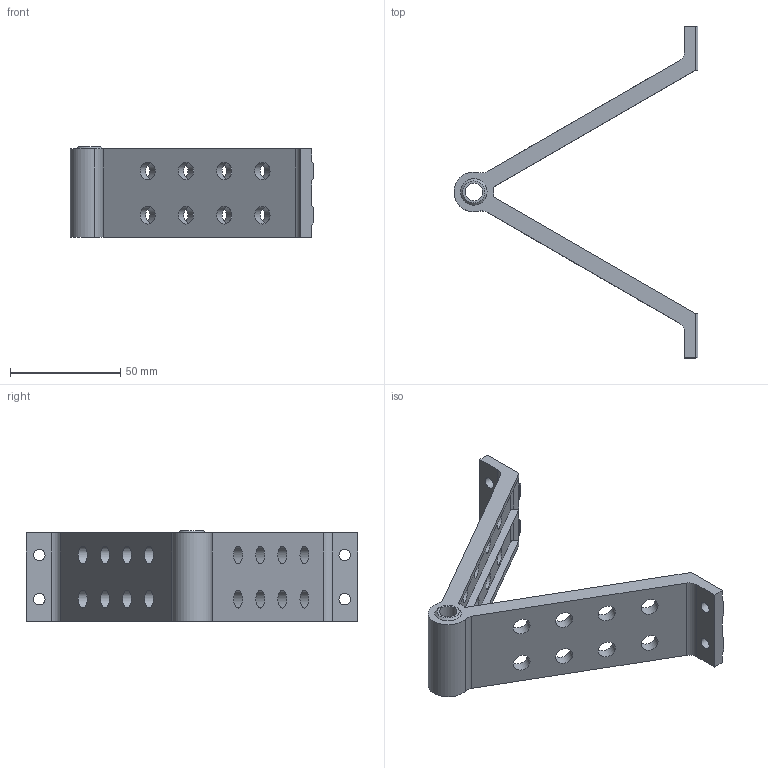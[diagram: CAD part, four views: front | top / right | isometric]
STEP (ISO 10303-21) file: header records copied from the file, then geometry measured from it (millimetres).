
FILE_DESCRIPTION(/* description */ (''),/* implementation_level */ '2;1');
FILE_NAME(/* name */ 'C-Bot Roll Support.stp',/* time_stamp */ '2015-10-18T18:02:47+01:00',/* author */ (''),/* organization */ (''),/* preprocessor_version */ 'ST-DEVELOPER v15.2',/* originating_system */ 'Autodesk Translator Framework v2.0.0.5431',/* authorisation */ '');
FILE_SCHEMA (('AUTOMOTIVE_DESIGN { 1 0 10303 214 3 1 1 }'));
Length unit declared in the file: centimetre
Products named in the file (1): C-Bot Roll Support
Bounding box: 110.43 x 150.23 x 41 mm (x, y, z)
Volume: 59056.1 mm3; surface area: 28300.4 mm2
Topology: 1 solids, 1 shells, 93 faces, 248 edges, 158 vertices
Faces by surface type: plane 55, cylinder 37, cone 1
Full cylindrical faces by diameter (mm): 5.2 x4, 8 x17
Entity records: 2871 total; most frequent: DIRECTION 490, CARTESIAN_POINT 478, ORIENTED_EDGE 456, EDGE_CURVE 226, AXIS2_PLACEMENT_3D 170, EDGE_LOOP 158, VERTEX_POINT 158, LINE 150
